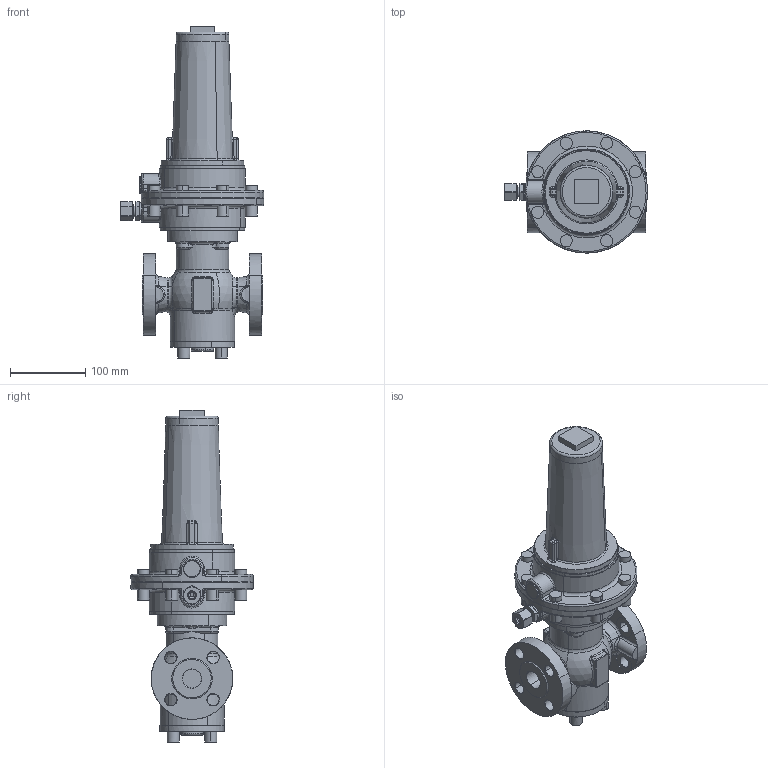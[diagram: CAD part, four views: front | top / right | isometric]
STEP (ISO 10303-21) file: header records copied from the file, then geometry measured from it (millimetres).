
FILE_DESCRIPTION(('CATIA V5 STEP Exchange'),'2;1');
FILE_NAME('R 105 DN 025-160-ANSI.stp','2025-04-23T07:51:21+00:00',('none'),('none'),'CATIA Version 5-6 Release 2018 SP2','CATIA V5 STEP AP203','none');
FILE_SCHEMA(('CONFIG_CONTROL_DESIGN'));
Length unit declared in the file: millimetre
Products named in the file (1): Product
Assembly tree (2 placements, depth 2):
  Product
    #57
    #26638
Bounding box: 189.8 x 161.95 x 440 mm (x, y, z)
Volume: 3210010.1 mm3; surface area: 251656.8 mm2
Topology: 3 solids, 20 shells, 842 faces, 2048 edges, 1235 vertices
Faces by surface type: cylinder 316, torus 155, plane 137, cone 130, bspline 70, sphere 34
Entity records: 29613 total; most frequent: CARTESIAN_POINT 12826, ORIENTED_EDGE 3998, DIRECTION 2350, EDGE_CURVE 1999, AXIS2_PLACEMENT_3D 1425, VERTEX_POINT 1231, CIRCLE 995, EDGE_LOOP 918
